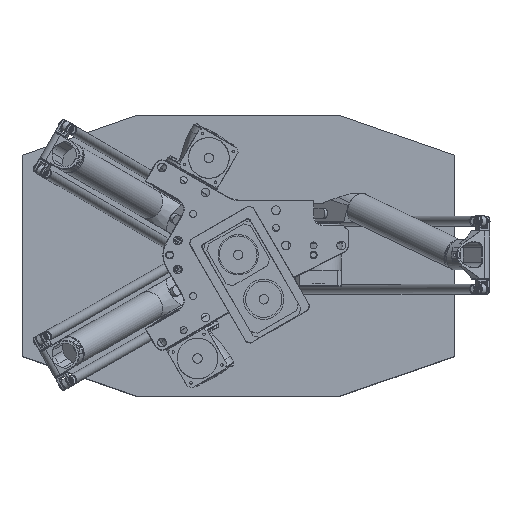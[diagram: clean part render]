
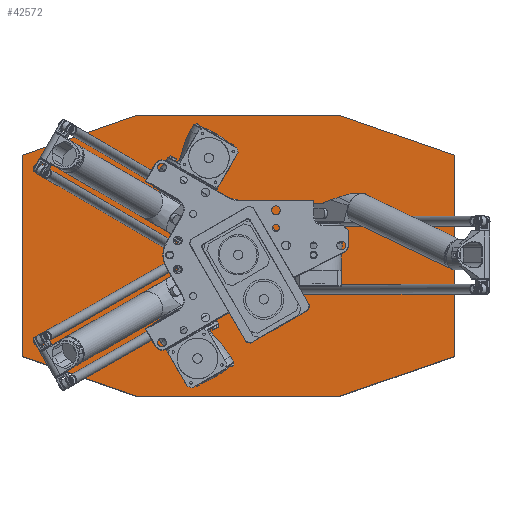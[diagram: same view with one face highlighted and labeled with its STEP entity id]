
A CAD part, top view. The second image highlights one B-rep face of the part: STEP entity #42572.
In plain terms, the highlighted planar face has unit normal (0, 0, 1).
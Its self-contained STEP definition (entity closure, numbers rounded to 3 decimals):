
#8395=FACE_OUTER_BOUND('',#11594,.T.);
#11594=EDGE_LOOP('',(#38749,#38750,#38751,#38752,#38753,#38754,#38755,#38756));
#14811=LINE('',#87091,#18046);
#14815=LINE('',#87098,#18050);
#14818=LINE('',#87104,#18053);
#14821=LINE('',#87112,#18056);
#14825=LINE('',#87119,#18060);
#14828=LINE('',#87125,#18063);
#14829=LINE('',#87127,#18064);
#14830=LINE('',#87128,#18065);
#18046=VECTOR('',#59333,10.);
#18050=VECTOR('',#59339,10.);
#18053=VECTOR('',#59344,10.);
#18056=VECTOR('',#59349,10.);
#18060=VECTOR('',#59355,10.);
#18063=VECTOR('',#59360,10.);
#18064=VECTOR('',#59363,10.);
#18065=VECTOR('',#59364,10.);
#21815=VERTEX_POINT('',#87088);
#21816=VERTEX_POINT('',#87090);
#21818=VERTEX_POINT('',#87096);
#21820=VERTEX_POINT('',#87102);
#21823=VERTEX_POINT('',#87109);
#21824=VERTEX_POINT('',#87111);
#21826=VERTEX_POINT('',#87117);
#21828=VERTEX_POINT('',#87123);
#27455=EDGE_CURVE('',#21816,#21815,#14811,.T.);
#27459=EDGE_CURVE('',#21815,#21818,#14815,.T.);
#27462=EDGE_CURVE('',#21818,#21820,#14818,.T.);
#27465=EDGE_CURVE('',#21824,#21823,#14821,.T.);
#27469=EDGE_CURVE('',#21823,#21826,#14825,.T.);
#27472=EDGE_CURVE('',#21826,#21828,#14828,.T.);
#27473=EDGE_CURVE('',#21820,#21824,#14829,.T.);
#27474=EDGE_CURVE('',#21828,#21816,#14830,.T.);
#38749=ORIENTED_EDGE('',*,*,#27473,.T.);
#38750=ORIENTED_EDGE('',*,*,#27465,.T.);
#38751=ORIENTED_EDGE('',*,*,#27469,.T.);
#38752=ORIENTED_EDGE('',*,*,#27472,.T.);
#38753=ORIENTED_EDGE('',*,*,#27474,.T.);
#38754=ORIENTED_EDGE('',*,*,#27455,.T.);
#38755=ORIENTED_EDGE('',*,*,#27459,.T.);
#38756=ORIENTED_EDGE('',*,*,#27462,.T.);
#40062=PLANE('',#47317);
#42572=ADVANCED_FACE('',(#8395),#40062,.T.);
#47317=AXIS2_PLACEMENT_3D('',#87126,#59361,#59362);
#59333=DIRECTION('',(0.944,-0.329,0.));
#59339=DIRECTION('',(1.,0.,0.));
#59344=DIRECTION('',(0.944,0.329,0.));
#59349=DIRECTION('',(-0.944,0.329,0.));
#59355=DIRECTION('',(-1.,0.,0.));
#59360=DIRECTION('',(-0.944,-0.329,0.));
#59361=DIRECTION('center_axis',(0.,0.,1.));
#59362=DIRECTION('ref_axis',(1.,0.,0.));
#59363=DIRECTION('',(0.,1.,0.));
#59364=DIRECTION('',(0.,-1.,0.));
#87088=CARTESIAN_POINT('',(-200.,-280.,250.));
#87090=CARTESIAN_POINT('',(-430.,-200.,250.));
#87091=CARTESIAN_POINT('',(-430.,-200.,250.));
#87096=CARTESIAN_POINT('',(200.,-280.,250.));
#87098=CARTESIAN_POINT('',(-200.,-280.,250.));
#87102=CARTESIAN_POINT('',(430.,-200.,250.));
#87104=CARTESIAN_POINT('',(200.,-280.,250.));
#87109=CARTESIAN_POINT('',(200.,280.,250.));
#87111=CARTESIAN_POINT('',(430.,200.,250.));
#87112=CARTESIAN_POINT('',(430.,200.,250.));
#87117=CARTESIAN_POINT('',(-200.,280.,250.));
#87119=CARTESIAN_POINT('',(200.,280.,250.));
#87123=CARTESIAN_POINT('',(-430.,200.,250.));
#87125=CARTESIAN_POINT('',(-200.,280.,250.));
#87126=CARTESIAN_POINT('Origin',(0.,0.,250.));
#87127=CARTESIAN_POINT('',(430.,200.,250.));
#87128=CARTESIAN_POINT('',(-430.,-200.,250.));
